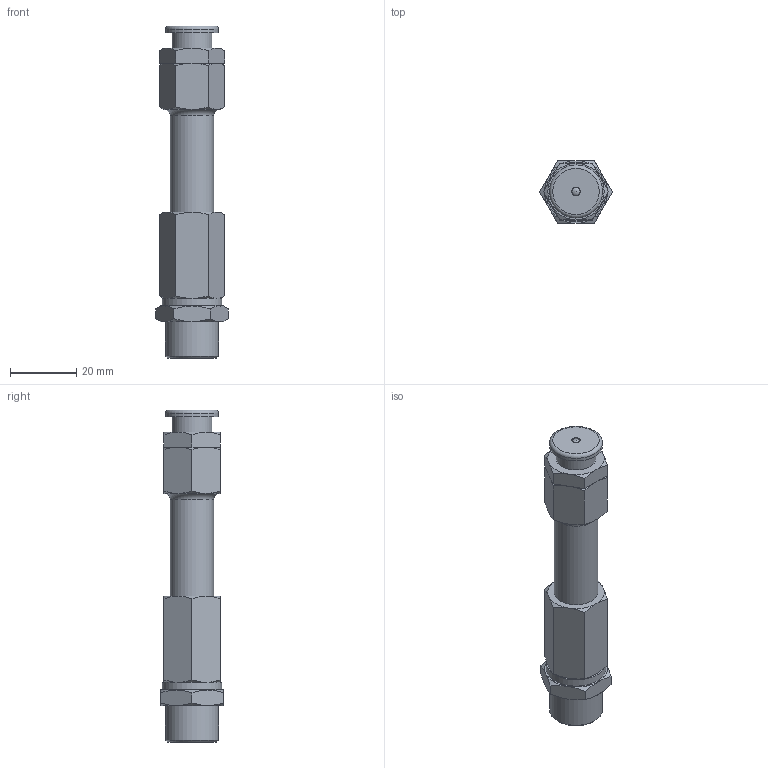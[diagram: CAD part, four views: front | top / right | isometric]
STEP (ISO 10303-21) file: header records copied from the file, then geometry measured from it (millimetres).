
FILE_DESCRIPTION(/* description */ (''),/* implementation_level */ '2;1');
FILE_NAME(/* name */ 'Schlauchvorfuelladapter_fuer_Niederdruckschlauch_107633.stp',/* time_stamp */ '2014-09-26T09:27:12+02:00',/* author */ ('002180'),/* organization */ (''),/* preprocessor_version */ 'ST-DEVELOPER v15.6',/* originating_system */ 'Autodesk Inventor 2015',/* authorisation */ '');
FILE_SCHEMA (('AUTOMOTIVE_DESIGN { 1 0 10303 214 3 1 1 }'));
Length unit declared in the file: millimetre
Products named in the file (5): Flachschmiernippel_G1_4; anver01d_45er_Verlängerung; anmuf02c_Messing; anges01a; ansva01a
Bounding box: 21.94 x 19 x 100.2 mm (x, y, z)
Volume: 17422 mm3; surface area: 10990.8 mm2
Topology: 4 solids, 4 shells, 110 faces, 228 edges, 134 vertices
Faces by surface type: cone 53, plane 40, cylinder 14, torus 2, sphere 1
Full cylindrical faces by diameter (mm): 2.5 x1, 4 x1, 6 x1, 6.9 x1, 10 x1, 11.445 x2, 12 x1, 13.157 x2, 13.16 x1, 16 x2, 18 x1
Entity records: 2733 total; most frequent: CARTESIAN_POINT 611, DIRECTION 430, ORIENTED_EDGE 390, AXIS2_PLACEMENT_3D 200, EDGE_CURVE 195, EDGE_LOOP 152, VERTEX_POINT 129, FACE_OUTER_BOUND 110
